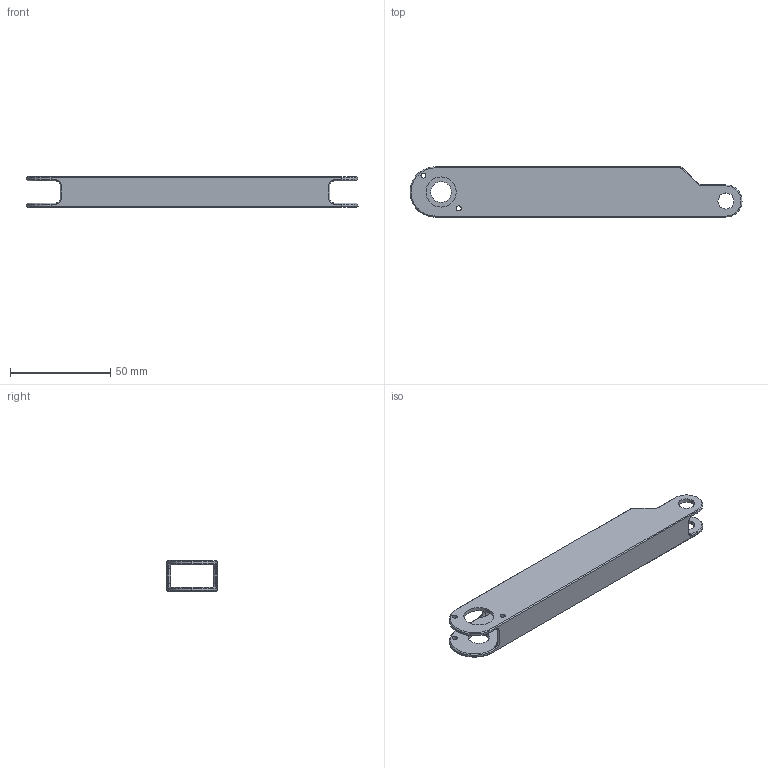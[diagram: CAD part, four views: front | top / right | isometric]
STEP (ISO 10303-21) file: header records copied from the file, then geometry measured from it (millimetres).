
FILE_DESCRIPTION (( 'STEP AP203' ), '1' );
FILE_NAME ('Revolute Joint 2_Default_sldprt.STEP', '2023-09-27T09:49:15', ( '' ), ( '' ), 'SwSTEP 2.0', 'SolidWorks 2020', '' );
FILE_SCHEMA (( 'CONFIG_CONTROL_DESIGN' ));
Length unit declared in the file: millimetre
Products named in the file (1): Revolute Joint 2_Default_sldprt
Bounding box: 165.5 x 25 x 15 mm (x, y, z)
Volume: 19656 mm3; surface area: 20360.1 mm2
Topology: 1 solids, 1 shells, 99 faces, 249 edges, 150 vertices
Faces by surface type: plane 40, cylinder 31, cone 28
Entity records: 3064 total; most frequent: DIRECTION 537, CARTESIAN_POINT 527, ORIENTED_EDGE 498, EDGE_CURVE 249, AXIS2_PLACEMENT_3D 192, VECTOR 153, LINE 153, VERTEX_POINT 150
